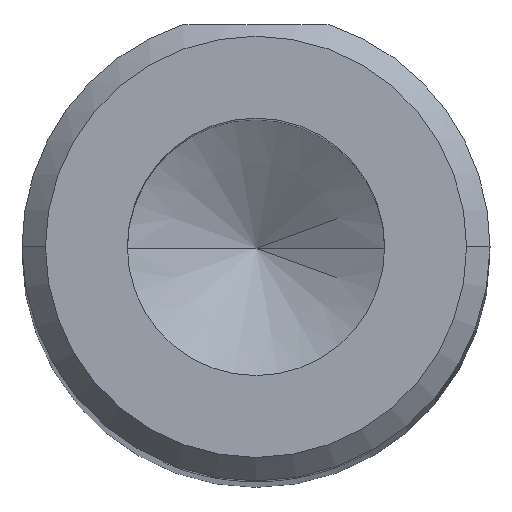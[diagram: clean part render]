
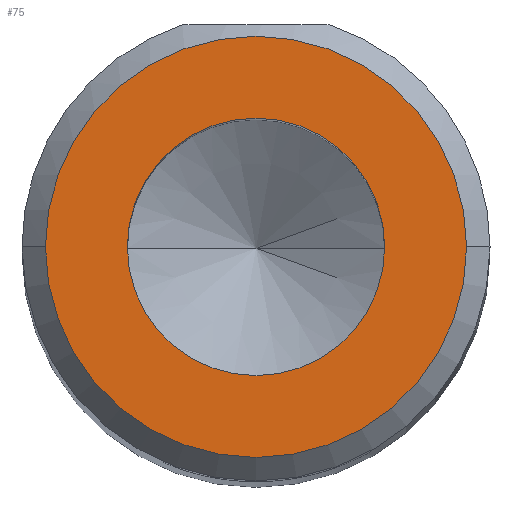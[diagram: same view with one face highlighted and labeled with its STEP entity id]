
A CAD part, top view. The second image highlights one B-rep face of the part: STEP entity #75.
In plain terms, the highlighted planar face has unit normal (0, 0, 1).
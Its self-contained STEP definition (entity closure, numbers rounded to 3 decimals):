
#30 = VERTEX_POINT ( 'NONE', #486 ) ;
#41 = AXIS2_PLACEMENT_3D ( 'NONE', #959, #385, #1053 ) ;
#75 = ADVANCED_FACE ( 'NONE', ( #813, #567 ), #689, .T. ) ;
#110 = DIRECTION ( 'NONE',  ( 1., 0., 0. ) ) ;
#121 = DIRECTION ( 'NONE',  ( 0., 0., 1. ) ) ;
#135 = ORIENTED_EDGE ( 'NONE', *, *, #1195, .F. ) ;
#137 = AXIS2_PLACEMENT_3D ( 'NONE', #175, #846, #274 ) ;
#175 = CARTESIAN_POINT ( 'NONE',  ( 0., 0., 25. ) ) ;
#183 = CIRCLE ( 'NONE', #671, 2.7 ) ;
#186 = EDGE_LOOP ( 'NONE', ( #135, #810 ) ) ;
#274 = DIRECTION ( 'NONE',  ( 1., 0., 0. ) ) ;
#364 = CARTESIAN_POINT ( 'NONE',  ( -2.7, 0., 25. ) ) ;
#385 = DIRECTION ( 'NONE',  ( 0., 0., 1. ) ) ;
#416 = CARTESIAN_POINT ( 'NONE',  ( 1.65, 0., 25. ) ) ;
#423 = CARTESIAN_POINT ( 'NONE',  ( 0., 0., 25. ) ) ;
#438 = CIRCLE ( 'NONE', #41, 1.65 ) ;
#470 = CIRCLE ( 'NONE', #536, 1.65 ) ;
#486 = CARTESIAN_POINT ( 'NONE',  ( 2.7, 0., 25. ) ) ;
#515 = DIRECTION ( 'NONE',  ( 1., 0., 0. ) ) ;
#536 = AXIS2_PLACEMENT_3D ( 'NONE', #423, #1087, #515 ) ;
#567 = FACE_BOUND ( 'NONE', #186, .T. ) ;
#654 = AXIS2_PLACEMENT_3D ( 'NONE', #1165, #1072, #110 ) ;
#671 = AXIS2_PLACEMENT_3D ( 'NONE', #706, #121, #797 ) ;
#689 = PLANE ( 'NONE',  #654 ) ;
#706 = CARTESIAN_POINT ( 'NONE',  ( 0., 0., 25. ) ) ;
#797 = DIRECTION ( 'NONE',  ( 1., 0., 0. ) ) ;
#810 = ORIENTED_EDGE ( 'NONE', *, *, #928, .F. ) ;
#813 = FACE_OUTER_BOUND ( 'NONE', #934, .T. ) ;
#846 = DIRECTION ( 'NONE',  ( 0., 0., 1. ) ) ;
#852 = VERTEX_POINT ( 'NONE', #364 ) ;
#859 = EDGE_CURVE ( 'NONE', #30, #852, #954, .T. ) ;
#928 = EDGE_CURVE ( 'NONE', #1206, #1178, #438, .T. ) ;
#934 = EDGE_LOOP ( 'NONE', ( #1235, #1216 ) ) ;
#954 = CIRCLE ( 'NONE', #137, 2.7 ) ;
#959 = CARTESIAN_POINT ( 'NONE',  ( 0., 0., 25. ) ) ;
#993 = CARTESIAN_POINT ( 'NONE',  ( -1.65, 0., 25. ) ) ;
#1053 = DIRECTION ( 'NONE',  ( 1., 0., 0. ) ) ;
#1072 = DIRECTION ( 'NONE',  ( 0., 0., 1. ) ) ;
#1087 = DIRECTION ( 'NONE',  ( 0., 0., 1. ) ) ;
#1165 = CARTESIAN_POINT ( 'NONE',  ( 0., 0., 25. ) ) ;
#1175 = EDGE_CURVE ( 'NONE', #852, #30, #183, .T. ) ;
#1178 = VERTEX_POINT ( 'NONE', #416 ) ;
#1195 = EDGE_CURVE ( 'NONE', #1178, #1206, #470, .T. ) ;
#1206 = VERTEX_POINT ( 'NONE', #993 ) ;
#1216 = ORIENTED_EDGE ( 'NONE', *, *, #859, .T. ) ;
#1235 = ORIENTED_EDGE ( 'NONE', *, *, #1175, .T. ) ;
